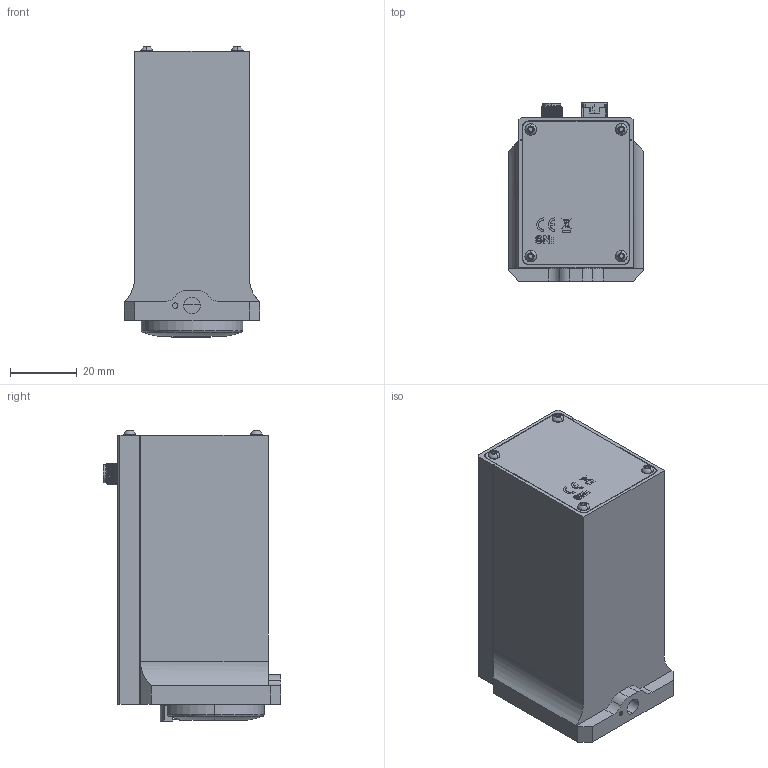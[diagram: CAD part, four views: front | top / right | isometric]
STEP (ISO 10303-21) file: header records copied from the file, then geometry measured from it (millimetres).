
FILE_DESCRIPTION (( 'STEP AP214' ), '1' );
FILE_NAME ('TTN117877-E0W.STEP', '2016-10-28T15:53:07', ( '' ), ( '' ), 'SwSTEP 2.0', 'SolidWorks 2016', '' );
FILE_SCHEMA (( 'AUTOMOTIVE_DESIGN' ));
Length unit declared in the file: inch
Products named in the file (1): TTN117877-E0W
Bounding box: 40.64 x 53.46 x 87.2 mm (x, y, z)
Surface area: 21861.5 mm2 (no closed solid volume)
Topology: 0 solids, 29 shells, 518 faces, 2474 edges, 1927 vertices
Faces by surface type: plane 270, cylinder 140, cone 56, bspline 35, torus 9, sphere 8
Entity records: 36703 total; most frequent: CARTESIAN_POINT 11008, DIRECTION 3677, ORIENTED_EDGE 3473, EDGE_CURVE 2474, VERTEX_POINT 1927, LINE 1565, VECTOR 1565, AXIS2_PLACEMENT_3D 1056
